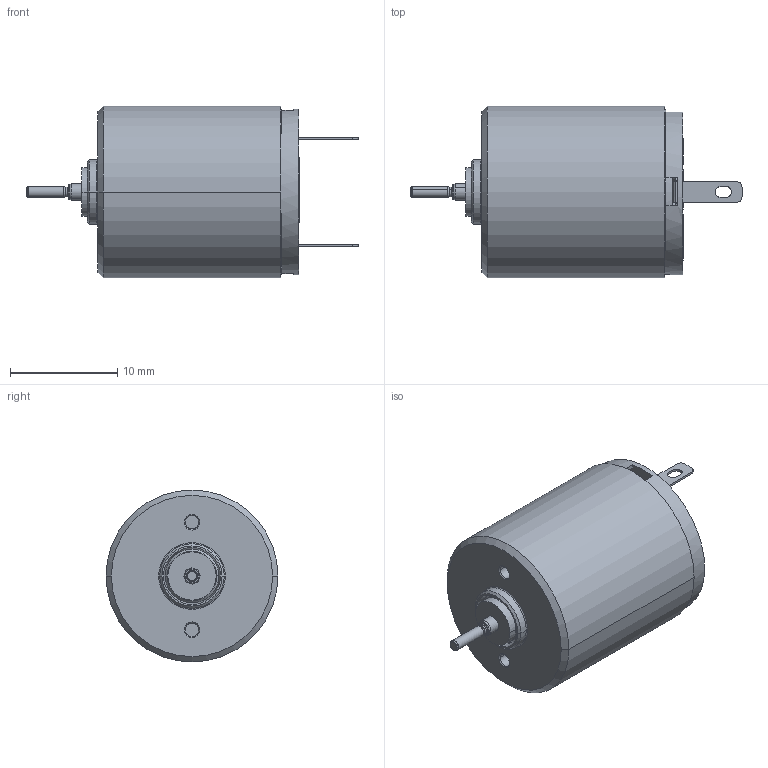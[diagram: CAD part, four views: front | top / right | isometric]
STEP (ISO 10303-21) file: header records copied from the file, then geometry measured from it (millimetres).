
FILE_DESCRIPTION((''),'2;1');
FILE_NAME('1101162101_16S78_ASM','2017-01-25T',('nishant.babu'),(''),'PRO/ENGINEER BY PARAMETRIC TECHNOLOGY CORPORATION, 2014310','PRO/ENGINEER BY PARAMETRIC TECHNOLOGY CORPORATION, 2014310','');
FILE_SCHEMA(('CONFIG_CONTROL_DESIGN'));
Length unit declared in the file: millimetre
Products named in the file (1): 1101162101_16S78_ASM
Bounding box: 30.9 x 16 x 16 mm (x, y, z)
Volume: 3637.3 mm3; surface area: 2120.2 mm2
Topology: 1 solids, 7 shells, 527 faces, 1486 edges, 972 vertices
Faces by surface type: plane 359, cylinder 104, cone 43, torus 19, bspline 2
Entity records: 17285 total; most frequent: CARTESIAN_POINT 3352, ORIENTED_EDGE 2972, DIRECTION 2840, EDGE_CURVE 1486, VECTOR 1042, LINE 1042, VERTEX_POINT 972, AXIS2_PLACEMENT_3D 899
